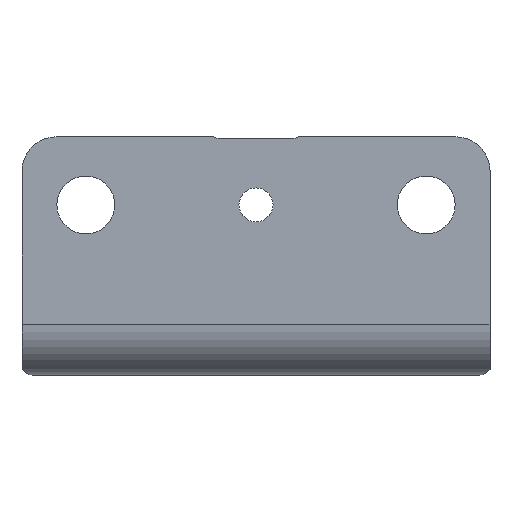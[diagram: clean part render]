
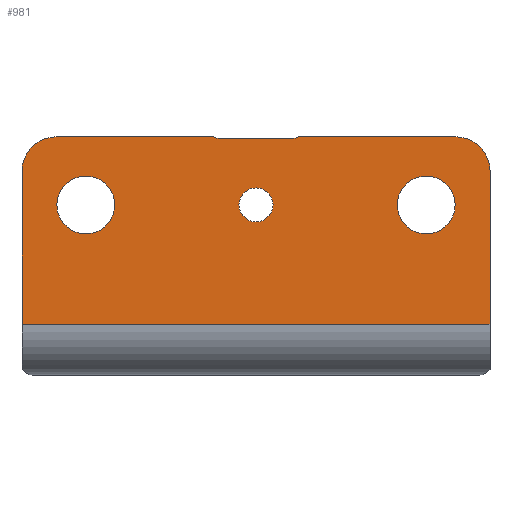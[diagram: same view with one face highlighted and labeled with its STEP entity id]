
A CAD part, front view. The second image highlights one B-rep face of the part: STEP entity #981.
In plain terms, the highlighted planar face has unit normal (0, -1, 0).
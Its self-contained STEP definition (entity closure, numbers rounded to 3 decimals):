
#34 = ORIENTED_EDGE ( 'NONE', *, *, #757, .T. ) ;
#36 = CARTESIAN_POINT ( 'NONE',  ( 27.5, -25., 0. ) ) ;
#37 = ORIENTED_EDGE ( 'NONE', *, *, #684, .T. ) ;
#39 = AXIS2_PLACEMENT_3D ( 'NONE', #1012, #997, #964 ) ;
#40 = CIRCLE ( 'NONE', #846, 2. ) ;
#90 = DIRECTION ( 'NONE',  ( 0., 0., 1. ) ) ;
#104 = DIRECTION ( 'NONE',  ( -0.94, 0., -0.342 ) ) ;
#139 = LINE ( 'NONE', #721, #1075 ) ;
#140 = EDGE_CURVE ( 'NONE', #512, #906, #353, .T. ) ;
#146 = CARTESIAN_POINT ( 'NONE',  ( 0., -25., 20. ) ) ;
#151 = CARTESIAN_POINT ( 'NONE',  ( 4.451, -25., 27.8 ) ) ;
#156 = CARTESIAN_POINT ( 'NONE',  ( -4.451, -25., 27.8 ) ) ;
#165 = AXIS2_PLACEMENT_3D ( 'NONE', #36, #419, #90 ) ;
#171 = AXIS2_PLACEMENT_3D ( 'NONE', #1517, #1829, #1812 ) ;
#172 = CARTESIAN_POINT ( 'NONE',  ( 20., -25., 16.6 ) ) ;
#180 = VERTEX_POINT ( 'NONE', #1941 ) ;
#215 = CARTESIAN_POINT ( 'NONE',  ( 0., -25., 20. ) ) ;
#244 = LINE ( 'NONE', #393, #1189 ) ;
#246 = DIRECTION ( 'NONE',  ( 0., 1., 0. ) ) ;
#272 = CIRCLE ( 'NONE', #1421, 3.4 ) ;
#284 = DIRECTION ( 'NONE',  ( 0., 0., 1. ) ) ;
#314 = PLANE ( 'NONE',  #165 ) ;
#328 = CARTESIAN_POINT ( 'NONE',  ( 0., -25., 22. ) ) ;
#342 = CARTESIAN_POINT ( 'NONE',  ( -20., -25., 20. ) ) ;
#353 = CIRCLE ( 'NONE', #1427, 3.4 ) ;
#360 = DIRECTION ( 'NONE',  ( 0., 1., 0. ) ) ;
#368 = DIRECTION ( 'NONE',  ( 0., 0., -1. ) ) ;
#373 = LINE ( 'NONE', #683, #1943 ) ;
#379 = EDGE_CURVE ( 'NONE', #459, #620, #40, .T. ) ;
#388 = CARTESIAN_POINT ( 'NONE',  ( 20., -25., 20. ) ) ;
#393 = CARTESIAN_POINT ( 'NONE',  ( -27.5, -25., 28. ) ) ;
#413 = VERTEX_POINT ( 'NONE', #1313 ) ;
#417 = DIRECTION ( 'NONE',  ( 0., 0., -1. ) ) ;
#419 = DIRECTION ( 'NONE',  ( 0., 1., 0. ) ) ;
#452 = DIRECTION ( 'NONE',  ( 0., 1., 0. ) ) ;
#459 = VERTEX_POINT ( 'NONE', #1548 ) ;
#467 = AXIS2_PLACEMENT_3D ( 'NONE', #1432, #1752, #1308 ) ;
#477 = CARTESIAN_POINT ( 'NONE',  ( 5., -25., 28. ) ) ;
#483 = AXIS2_PLACEMENT_3D ( 'NONE', #495, #452, #543 ) ;
#495 = CARTESIAN_POINT ( 'NONE',  ( -20., -25., 20. ) ) ;
#496 = AXIS2_PLACEMENT_3D ( 'NONE', #146, #246, #284 ) ;
#512 = VERTEX_POINT ( 'NONE', #172 ) ;
#519 = EDGE_CURVE ( 'NONE', #2044, #413, #1821, .T. ) ;
#531 = VECTOR ( 'NONE', #1274, 1000. ) ;
#543 = DIRECTION ( 'NONE',  ( 0., 0., -1. ) ) ;
#553 = DIRECTION ( 'NONE',  ( 0., 0., 1. ) ) ;
#561 = EDGE_CURVE ( 'NONE', #1707, #1000, #373, .T. ) ;
#580 = CIRCLE ( 'NONE', #483, 3.4 ) ;
#582 = VECTOR ( 'NONE', #1426, 1000. ) ;
#597 = ORIENTED_EDGE ( 'NONE', *, *, #704, .T. ) ;
#611 = VECTOR ( 'NONE', #104, 1000. ) ;
#620 = VERTEX_POINT ( 'NONE', #328 ) ;
#630 = EDGE_CURVE ( 'NONE', #1692, #180, #244, .T. ) ;
#640 = DIRECTION ( 'NONE',  ( -1., 0., 0. ) ) ;
#673 = CARTESIAN_POINT ( 'NONE',  ( -23.5, -25., 28. ) ) ;
#675 = VERTEX_POINT ( 'NONE', #772 ) ;
#682 = VERTEX_POINT ( 'NONE', #937 ) ;
#683 = CARTESIAN_POINT ( 'NONE',  ( 27.5, -25., 28. ) ) ;
#684 = EDGE_CURVE ( 'NONE', #620, #459, #687, .T. ) ;
#687 = CIRCLE ( 'NONE', #496, 2. ) ;
#693 = EDGE_LOOP ( 'NONE', ( #1286, #1810 ) ) ;
#704 = EDGE_CURVE ( 'NONE', #1190, #682, #580, .T. ) ;
#721 = CARTESIAN_POINT ( 'NONE',  ( -4.451, -25., 27.8 ) ) ;
#729 = FACE_BOUND ( 'NONE', #830, .T. ) ;
#739 = EDGE_CURVE ( 'NONE', #906, #512, #1423, .T. ) ;
#756 = CARTESIAN_POINT ( 'NONE',  ( 4.451, -25., 27.8 ) ) ;
#757 = EDGE_CURVE ( 'NONE', #1330, #994, #1607, .T. ) ;
#769 = ORIENTED_EDGE ( 'NONE', *, *, #561, .T. ) ;
#772 = CARTESIAN_POINT ( 'NONE',  ( -5., -25., 28. ) ) ;
#830 = EDGE_LOOP ( 'NONE', ( #597, #1623 ) ) ;
#831 = FACE_BOUND ( 'NONE', #1027, .T. ) ;
#843 = EDGE_CURVE ( 'NONE', #994, #675, #139, .T. ) ;
#846 = AXIS2_PLACEMENT_3D ( 'NONE', #215, #1043, #553 ) ;
#866 = EDGE_CURVE ( 'NONE', #1420, #1692, #2083, .T. ) ;
#906 = VERTEX_POINT ( 'NONE', #1729 ) ;
#907 = EDGE_CURVE ( 'NONE', #180, #2044, #1836, .T. ) ;
#926 = VECTOR ( 'NONE', #640, 1000. ) ;
#937 = CARTESIAN_POINT ( 'NONE',  ( -20., -25., 16.6 ) ) ;
#943 = EDGE_CURVE ( 'NONE', #413, #1707, #1887, .T. ) ;
#948 = ORIENTED_EDGE ( 'NONE', *, *, #1281, .T. ) ;
#964 = DIRECTION ( 'NONE',  ( 0., 0., 1. ) ) ;
#981 = ADVANCED_FACE ( 'NONE', ( #831, #729, #1371, #1883 ), #314, .F. ) ;
#994 = VERTEX_POINT ( 'NONE', #156 ) ;
#996 = EDGE_CURVE ( 'NONE', #1000, #1330, #2015, .T. ) ;
#997 = DIRECTION ( 'NONE',  ( 0., -1., 0. ) ) ;
#1000 = VERTEX_POINT ( 'NONE', #477 ) ;
#1012 = CARTESIAN_POINT ( 'NONE',  ( 23.5, -25., 24. ) ) ;
#1020 = EDGE_CURVE ( 'NONE', #682, #1190, #272, .T. ) ;
#1022 = CARTESIAN_POINT ( 'NONE',  ( 27.5, -25., 6. ) ) ;
#1027 = EDGE_LOOP ( 'NONE', ( #37, #1522 ) ) ;
#1043 = DIRECTION ( 'NONE',  ( 0., 1., 0. ) ) ;
#1075 = VECTOR ( 'NONE', #1523, 1000. ) ;
#1130 = ORIENTED_EDGE ( 'NONE', *, *, #630, .T. ) ;
#1189 = VECTOR ( 'NONE', #417, 1000. ) ;
#1190 = VERTEX_POINT ( 'NONE', #1352 ) ;
#1274 = DIRECTION ( 'NONE',  ( 0., 0., 1. ) ) ;
#1281 = EDGE_CURVE ( 'NONE', #675, #1420, #1839, .T. ) ;
#1286 = ORIENTED_EDGE ( 'NONE', *, *, #739, .T. ) ;
#1308 = DIRECTION ( 'NONE',  ( 0., 0., 1. ) ) ;
#1313 = CARTESIAN_POINT ( 'NONE',  ( 27.5, -25., 24. ) ) ;
#1330 = VERTEX_POINT ( 'NONE', #2082 ) ;
#1352 = CARTESIAN_POINT ( 'NONE',  ( -20., -25., 23.4 ) ) ;
#1371 = FACE_BOUND ( 'NONE', #693, .T. ) ;
#1399 = VECTOR ( 'NONE', #1956, 1000. ) ;
#1420 = VERTEX_POINT ( 'NONE', #673 ) ;
#1421 = AXIS2_PLACEMENT_3D ( 'NONE', #342, #360, #368 ) ;
#1423 = CIRCLE ( 'NONE', #467, 3.4 ) ;
#1426 = DIRECTION ( 'NONE',  ( 1., 0., 0. ) ) ;
#1427 = AXIS2_PLACEMENT_3D ( 'NONE', #388, #1434, #1744 ) ;
#1431 = CARTESIAN_POINT ( 'NONE',  ( -27.5, -25., 24. ) ) ;
#1432 = CARTESIAN_POINT ( 'NONE',  ( 20., -25., 20. ) ) ;
#1434 = DIRECTION ( 'NONE',  ( 0., 1., 0. ) ) ;
#1469 = ORIENTED_EDGE ( 'NONE', *, *, #907, .T. ) ;
#1511 = CARTESIAN_POINT ( 'NONE',  ( 27.5, -25., 6. ) ) ;
#1517 = CARTESIAN_POINT ( 'NONE',  ( -23.5, -25., 24. ) ) ;
#1522 = ORIENTED_EDGE ( 'NONE', *, *, #379, .T. ) ;
#1523 = DIRECTION ( 'NONE',  ( -0.94, 0., 0.342 ) ) ;
#1548 = CARTESIAN_POINT ( 'NONE',  ( 0., -25., 18. ) ) ;
#1605 = ORIENTED_EDGE ( 'NONE', *, *, #866, .T. ) ;
#1607 = LINE ( 'NONE', #756, #926 ) ;
#1617 = CARTESIAN_POINT ( 'NONE',  ( 23.5, -25., 28. ) ) ;
#1621 = ORIENTED_EDGE ( 'NONE', *, *, #519, .T. ) ;
#1623 = ORIENTED_EDGE ( 'NONE', *, *, #1020, .T. ) ;
#1652 = ORIENTED_EDGE ( 'NONE', *, *, #996, .T. ) ;
#1681 = EDGE_LOOP ( 'NONE', ( #34, #2008, #948, #1605, #1130, #1469, #1621, #1811, #769, #1652 ) ) ;
#1692 = VERTEX_POINT ( 'NONE', #1431 ) ;
#1699 = CARTESIAN_POINT ( 'NONE',  ( 27.5, -25., 0. ) ) ;
#1707 = VERTEX_POINT ( 'NONE', #1617 ) ;
#1729 = CARTESIAN_POINT ( 'NONE',  ( 20., -25., 23.4 ) ) ;
#1744 = DIRECTION ( 'NONE',  ( 0., 0., 1. ) ) ;
#1752 = DIRECTION ( 'NONE',  ( 0., 1., 0. ) ) ;
#1810 = ORIENTED_EDGE ( 'NONE', *, *, #140, .T. ) ;
#1811 = ORIENTED_EDGE ( 'NONE', *, *, #943, .T. ) ;
#1812 = DIRECTION ( 'NONE',  ( 0., 0., 1. ) ) ;
#1821 = LINE ( 'NONE', #1699, #531 ) ;
#1829 = DIRECTION ( 'NONE',  ( 0., -1., 0. ) ) ;
#1836 = LINE ( 'NONE', #1511, #582 ) ;
#1839 = LINE ( 'NONE', #1907, #1399 ) ;
#1883 = FACE_OUTER_BOUND ( 'NONE', #1681, .T. ) ;
#1887 = CIRCLE ( 'NONE', #39, 4. ) ;
#1907 = CARTESIAN_POINT ( 'NONE',  ( 27.5, -25., 28. ) ) ;
#1936 = DIRECTION ( 'NONE',  ( -1., 0., 0. ) ) ;
#1941 = CARTESIAN_POINT ( 'NONE',  ( -27.5, -25., 6. ) ) ;
#1943 = VECTOR ( 'NONE', #1936, 1000. ) ;
#1956 = DIRECTION ( 'NONE',  ( -1., 0., 0. ) ) ;
#2008 = ORIENTED_EDGE ( 'NONE', *, *, #843, .T. ) ;
#2015 = LINE ( 'NONE', #151, #611 ) ;
#2044 = VERTEX_POINT ( 'NONE', #1022 ) ;
#2082 = CARTESIAN_POINT ( 'NONE',  ( 4.451, -25., 27.8 ) ) ;
#2083 = CIRCLE ( 'NONE', #171, 4. ) ;
